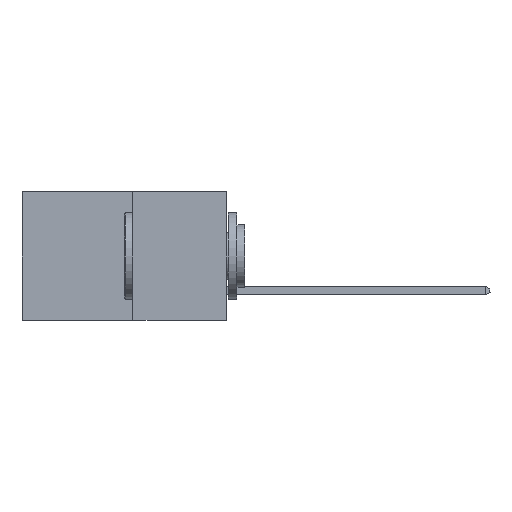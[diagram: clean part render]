
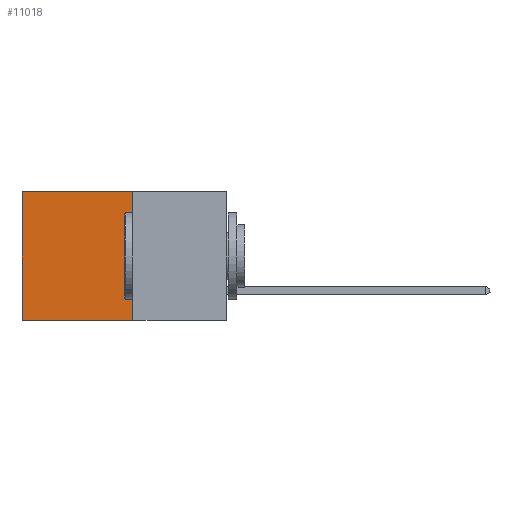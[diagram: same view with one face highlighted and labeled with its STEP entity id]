
A CAD part, left-side view. The second image highlights one B-rep face of the part: STEP entity #11018.
In plain terms, the highlighted planar face has unit normal (-1, 0, 0).
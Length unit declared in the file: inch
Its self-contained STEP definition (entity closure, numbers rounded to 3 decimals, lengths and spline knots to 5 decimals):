
#500 = CARTESIAN_POINT ( 'NONE',  ( 0.277, 0.59, -0.37 ) ) ;
#1746 = LINE ( 'NONE', #13220, #3024 ) ;
#2154 = VECTOR ( 'NONE', #18143, 39.37008 ) ;
#2697 = PLANE ( 'NONE',  #6214 ) ;
#3024 = VECTOR ( 'NONE', #17354, 39.37008 ) ;
#3425 = FACE_OUTER_BOUND ( 'NONE', #7988, .T. ) ;
#4316 = EDGE_CURVE ( 'NONE', #25281, #24623, #23751, .T. ) ;
#5357 = CARTESIAN_POINT ( 'NONE',  ( 0.277, 0.59, -0.37 ) ) ;
#6096 = CARTESIAN_POINT ( 'NONE',  ( 0.277, 0.59, 0. ) ) ;
#6214 = AXIS2_PLACEMENT_3D ( 'NONE', #10797, #8823, #23026 ) ;
#7988 = EDGE_LOOP ( 'NONE', ( #22804, #11577, #17081, #22321 ) ) ;
#8823 = DIRECTION ( 'NONE',  ( 1., 0., 0. ) ) ;
#8912 = VECTOR ( 'NONE', #19174, 39.37008 ) ;
#9732 = EDGE_CURVE ( 'NONE', #25281, #11746, #25076, .T. ) ;
#9768 = LINE ( 'NONE', #5357, #19987 ) ;
#10797 = CARTESIAN_POINT ( 'NONE',  ( 0.277, 0.27, -0.37 ) ) ;
#11018 = ADVANCED_FACE ( 'NONE', ( #3425 ), #2697, .F. ) ;
#11577 = ORIENTED_EDGE ( 'NONE', *, *, #14472, .F. ) ;
#11746 = VERTEX_POINT ( 'NONE', #6096 ) ;
#13220 = CARTESIAN_POINT ( 'NONE',  ( 0.277, 0.27, -0.37 ) ) ;
#13513 = DIRECTION ( 'NONE',  ( 0., 0., -1. ) ) ;
#13827 = VERTEX_POINT ( 'NONE', #500 ) ;
#14472 = EDGE_CURVE ( 'NONE', #24623, #13827, #1746, .T. ) ;
#17081 = ORIENTED_EDGE ( 'NONE', *, *, #4316, .F. ) ;
#17354 = DIRECTION ( 'NONE',  ( 0., 1., 0. ) ) ;
#18056 = CARTESIAN_POINT ( 'NONE',  ( 0.277, 0.27, -0.37 ) ) ;
#18143 = DIRECTION ( 'NONE',  ( 0., 0., -1. ) ) ;
#19163 = EDGE_CURVE ( 'NONE', #11746, #13827, #9768, .T. ) ;
#19174 = DIRECTION ( 'NONE',  ( 0., 1., 0. ) ) ;
#19446 = CARTESIAN_POINT ( 'NONE',  ( 0.277, 0.27, 0. ) ) ;
#19987 = VECTOR ( 'NONE', #13513, 39.37008 ) ;
#22321 = ORIENTED_EDGE ( 'NONE', *, *, #9732, .T. ) ;
#22804 = ORIENTED_EDGE ( 'NONE', *, *, #19163, .T. ) ;
#23026 = DIRECTION ( 'NONE',  ( 0., 0., -1. ) ) ;
#23751 = LINE ( 'NONE', #18056, #2154 ) ;
#24623 = VERTEX_POINT ( 'NONE', #25308 ) ;
#25076 = LINE ( 'NONE', #25084, #8912 ) ;
#25084 = CARTESIAN_POINT ( 'NONE',  ( 0.277, 0.27, 0. ) ) ;
#25281 = VERTEX_POINT ( 'NONE', #19446 ) ;
#25308 = CARTESIAN_POINT ( 'NONE',  ( 0.277, 0.27, -0.37 ) ) ;
